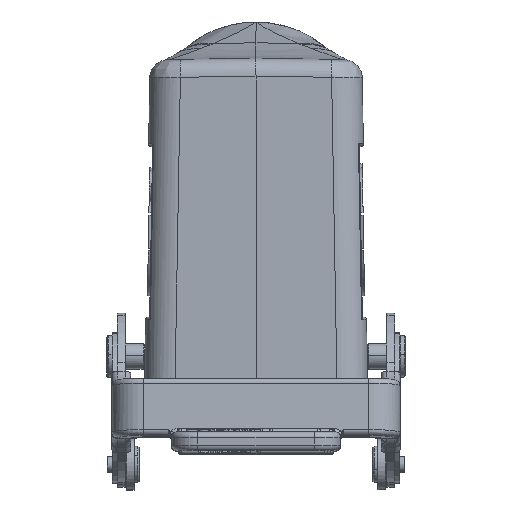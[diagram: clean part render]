
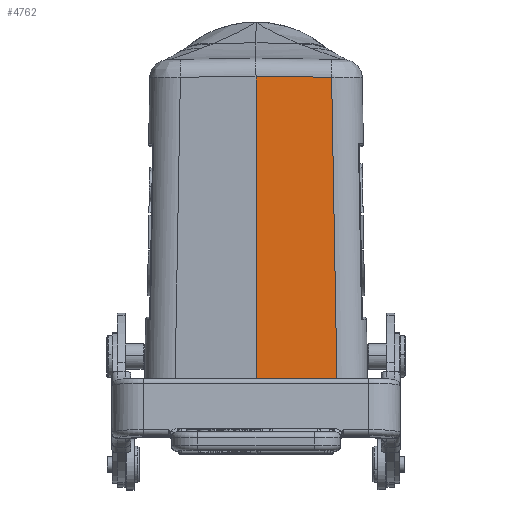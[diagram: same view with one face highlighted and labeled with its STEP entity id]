
A CAD part, top view. The second image highlights one B-rep face of the part: STEP entity #4762.
In plain terms, the highlighted planar face has unit normal (0.017, 0.018, 1).
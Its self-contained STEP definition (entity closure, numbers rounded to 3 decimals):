
#1571=B_SPLINE_CURVE_WITH_KNOTS('',3,(#52821,#52822,#52823,#52824),
 .UNSPECIFIED.,.F.,.F.,(4,4),(0.,1.),.UNSPECIFIED.);
#1572=B_SPLINE_CURVE_WITH_KNOTS('',3,(#52830,#52831,#52832,#52833),
 .UNSPECIFIED.,.F.,.F.,(4,4),(0.,1.),.UNSPECIFIED.);
#4762=ADVANCED_FACE('',(#7205),#5927,.T.);
#5927=PLANE('',#32321);
#7205=FACE_OUTER_BOUND('',#8987,.T.);
#8987=EDGE_LOOP('',(#15604,#15605,#15606,#15607));
#15604=ORIENTED_EDGE('',*,*,#24714,.F.);
#15605=ORIENTED_EDGE('',*,*,#24715,.T.);
#15606=ORIENTED_EDGE('',*,*,#24713,.T.);
#15607=ORIENTED_EDGE('',*,*,#24716,.F.);
#20720=VERTEX_POINT('',#52773);
#20725=VERTEX_POINT('',#52810);
#20727=VERTEX_POINT('',#52827);
#20728=VERTEX_POINT('',#52828);
#24713=EDGE_CURVE('',#20720,#20725,#1571,.T.);
#24714=EDGE_CURVE('',#20727,#20728,#27675,.T.);
#24715=EDGE_CURVE('',#20727,#20720,#27676,.T.);
#24716=EDGE_CURVE('',#20728,#20725,#1572,.T.);
#27675=LINE('',#52826,#29942);
#27676=LINE('',#52829,#29943);
#29942=VECTOR('',#38563,1.);
#29943=VECTOR('',#38564,1.);
#32321=AXIS2_PLACEMENT_3D('',#52834,#38565,#38566);
#38563=DIRECTION('',(1.,-0.017,-0.017));
#38564=DIRECTION('',(0.,-1.,0.017));
#38565=DIRECTION('',(0.017,0.017,1.));
#38566=DIRECTION('',(0.,-1.,0.017));
#52773=CARTESIAN_POINT('',(-0.018,-53.466,46.734));
#52810=CARTESIAN_POINT('',(15.57,-53.474,46.462));
#52821=CARTESIAN_POINT('',(-0.018,-53.466,46.734));
#52822=CARTESIAN_POINT('',(5.178,-53.468,46.644));
#52823=CARTESIAN_POINT('',(10.374,-53.471,46.553));
#52824=CARTESIAN_POINT('',(15.57,-53.473,46.462));
#52826=CARTESIAN_POINT('',(-0.018,4.977,45.714));
#52827=CARTESIAN_POINT('',(-0.018,4.977,45.714));
#52828=CARTESIAN_POINT('',(14.554,4.723,45.464));
#52829=CARTESIAN_POINT('',(-0.018,4.977,45.714));
#52830=CARTESIAN_POINT('',(14.554,4.723,45.464));
#52831=CARTESIAN_POINT('',(14.893,-14.676,45.797));
#52832=CARTESIAN_POINT('',(15.232,-34.075,46.13));
#52833=CARTESIAN_POINT('',(15.57,-53.474,46.463));
#52834=CARTESIAN_POINT('',(23.894,-54.485,46.335));
